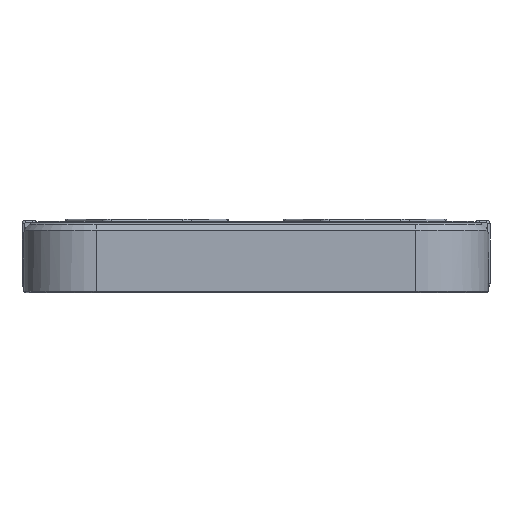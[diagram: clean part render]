
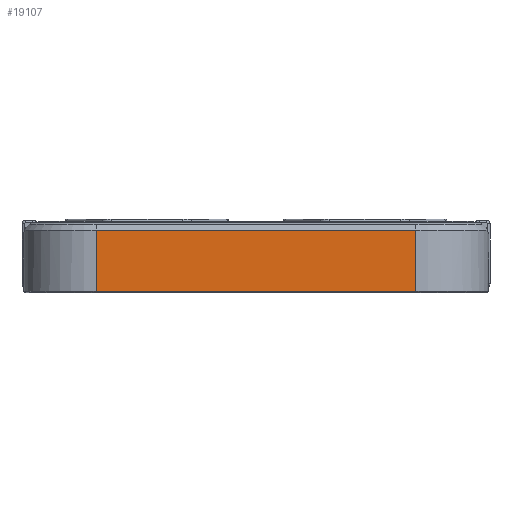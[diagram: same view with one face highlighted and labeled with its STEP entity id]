
A CAD part, front view. The second image highlights one B-rep face of the part: STEP entity #19107.
In plain terms, the highlighted planar face has unit normal (0, -1, 0).
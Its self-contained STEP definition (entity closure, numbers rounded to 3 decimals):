
#1500=FACE_OUTER_BOUND('',#2586,.T.);
#2586=EDGE_LOOP('',(#15489,#15490,#15491,#15492));
#4424=LINE('',#29584,#6673);
#4557=LINE('',#29966,#6806);
#4628=LINE('',#30622,#6877);
#4641=LINE('',#30654,#6890);
#6673=VECTOR('',#23372,10.);
#6806=VECTOR('',#23763,10.);
#6877=VECTOR('',#24036,10.);
#6890=VECTOR('',#24075,10.);
#8677=VERTEX_POINT('',#29578);
#8678=VERTEX_POINT('',#29582);
#8748=VERTEX_POINT('',#29964);
#8806=VERTEX_POINT('',#30614);
#10899=EDGE_CURVE('',#8678,#8677,#4424,.T.);
#11056=EDGE_CURVE('',#8678,#8748,#4557,.T.);
#11171=EDGE_CURVE('',#8677,#8806,#4628,.T.);
#11188=EDGE_CURVE('',#8806,#8748,#4641,.T.);
#15489=ORIENTED_EDGE('',*,*,#10899,.F.);
#15490=ORIENTED_EDGE('',*,*,#11056,.T.);
#15491=ORIENTED_EDGE('',*,*,#11188,.F.);
#15492=ORIENTED_EDGE('',*,*,#11171,.F.);
#18323=PLANE('',#20337);
#19107=ADVANCED_FACE('',(#1500),#18323,.T.);
#20337=AXIS2_PLACEMENT_3D('',#30655,#24076,#24077);
#23372=DIRECTION('',(-1.,0.,0.));
#23763=DIRECTION('',(0.,0.,1.));
#24036=DIRECTION('',(0.,0.,1.));
#24075=DIRECTION('',(1.,0.,0.));
#24076=DIRECTION('center_axis',(0.,-1.,0.));
#24077=DIRECTION('ref_axis',(-1.,0.,0.));
#29578=CARTESIAN_POINT('',(-44.,-50.,-1.55));
#29582=CARTESIAN_POINT('',(44.,-50.,-1.55));
#29584=CARTESIAN_POINT('',(22.,-50.,-1.55));
#29964=CARTESIAN_POINT('',(44.,-50.,15.3));
#29966=CARTESIAN_POINT('',(44.,-50.,0.));
#30614=CARTESIAN_POINT('',(-44.,-50.,15.3));
#30622=CARTESIAN_POINT('',(-44.,-50.,0.));
#30654=CARTESIAN_POINT('',(22.,-50.,15.3));
#30655=CARTESIAN_POINT('Origin',(44.,-50.,0.));
